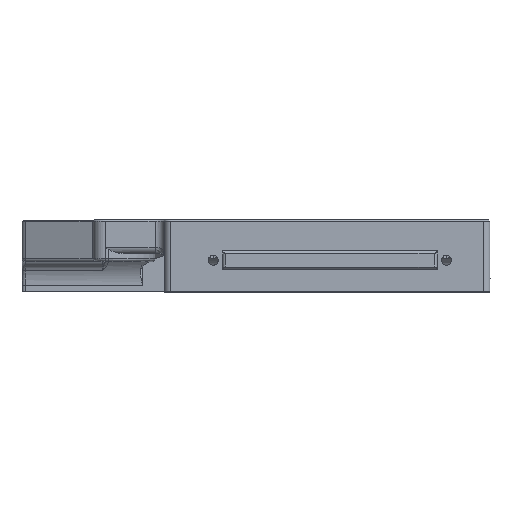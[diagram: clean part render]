
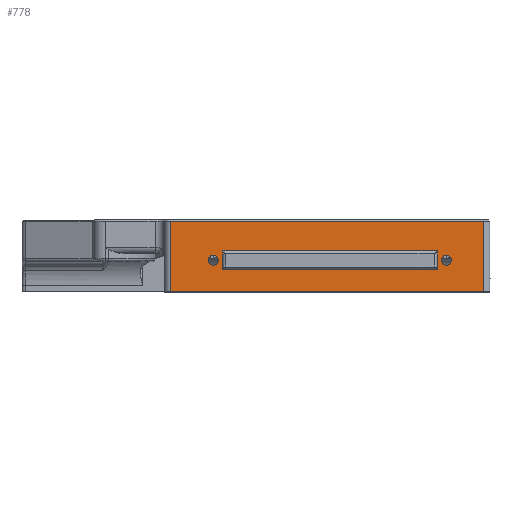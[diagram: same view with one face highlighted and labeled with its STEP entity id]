
A CAD part, top view. The second image highlights one B-rep face of the part: STEP entity #778.
In plain terms, the highlighted planar face has unit normal (0, 0, 1).
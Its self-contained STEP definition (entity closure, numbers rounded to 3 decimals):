
#78 = LINE ( 'NONE', #5383, #13666 ) ;
#222 = CIRCLE ( 'NONE', #31450, 1.6 ) ;
#373 = VECTOR ( 'NONE', #24024, 1000. ) ;
#432 = EDGE_CURVE ( 'NONE', #6721, #9860, #29909, .T. ) ;
#778 = ADVANCED_FACE ( 'NONE', ( #22910, #25549, #8019, #18102 ), #28212, .T. ) ;
#1158 = ORIENTED_EDGE ( 'NONE', *, *, #5782, .F. ) ;
#1290 = CARTESIAN_POINT ( 'NONE',  ( 31.5, -25., -58.096 ) ) ;
#1424 = DIRECTION ( 'NONE',  ( 0., 0., -1. ) ) ;
#1694 = EDGE_CURVE ( 'NONE', #14590, #23107, #25599, .T. ) ;
#1741 = CARTESIAN_POINT ( 'NONE',  ( 28.5, -28., -58.096 ) ) ;
#2079 = DIRECTION ( 'NONE',  ( 0., 1., 0. ) ) ;
#2289 = CARTESIAN_POINT ( 'NONE',  ( 115.5, -15.4, -58.096 ) ) ;
#2422 = ORIENTED_EDGE ( 'NONE', *, *, #22772, .T. ) ;
#2450 = CARTESIAN_POINT ( 'NONE',  ( 14.8, -202.74, -58.096 ) ) ;
#2514 = CARTESIAN_POINT ( 'NONE',  ( -33., -25., -58.096 ) ) ;
#2626 = VECTOR ( 'NONE', #9584, 1000. ) ;
#2887 = DIRECTION ( 'NONE',  ( 0., 0., 1. ) ) ;
#3586 = DIRECTION ( 'NONE',  ( 1., 0., 0. ) ) ;
#3655 = CIRCLE ( 'NONE', #7881, 1.6 ) ;
#4477 = CARTESIAN_POINT ( 'NONE',  ( 103.5, -28., -58.096 ) ) ;
#4653 = LINE ( 'NONE', #12248, #10733 ) ;
#4784 = CARTESIAN_POINT ( 'NONE',  ( 31.5, -31., -58.096 ) ) ;
#5208 = CARTESIAN_POINT ( 'NONE',  ( 31.5, -202.74, -58.096 ) ) ;
#5383 = CARTESIAN_POINT ( 'NONE',  ( 31.5, -15.4, -58.096 ) ) ;
#5672 = CARTESIAN_POINT ( 'NONE',  ( 115.5, -202.74, -58.096 ) ) ;
#5782 = EDGE_CURVE ( 'NONE', #14195, #10700, #20312, .T. ) ;
#6081 = CARTESIAN_POINT ( 'NONE',  ( 105.1, -28., -58.096 ) ) ;
#6159 = EDGE_CURVE ( 'NONE', #28453, #16222, #29906, .T. ) ;
#6289 = CARTESIAN_POINT ( 'NONE',  ( 14.8, -15.4, -58.096 ) ) ;
#6303 = EDGE_CURVE ( 'NONE', #27156, #27398, #16070, .T. ) ;
#6721 = VERTEX_POINT ( 'NONE', #15708 ) ;
#6724 = VERTEX_POINT ( 'NONE', #28624 ) ;
#6968 = VERTEX_POINT ( 'NONE', #6081 ) ;
#7417 = DIRECTION ( 'NONE',  ( 0., 1., 0. ) ) ;
#7881 = AXIS2_PLACEMENT_3D ( 'NONE', #12671, #12832, #22462 ) ;
#7899 = CARTESIAN_POINT ( 'NONE',  ( 31.5, -202.74, -58.096 ) ) ;
#8019 = FACE_BOUND ( 'NONE', #10844, .T. ) ;
#8191 = CARTESIAN_POINT ( 'NONE',  ( 30.1, -28., -58.096 ) ) ;
#8211 = DIRECTION ( 'NONE',  ( 0., 0., -1. ) ) ;
#9312 = EDGE_CURVE ( 'NONE', #14590, #28453, #4653, .T. ) ;
#9584 = DIRECTION ( 'NONE',  ( -1., 0., 0. ) ) ;
#9860 = VERTEX_POINT ( 'NONE', #8191 ) ;
#10324 = AXIS2_PLACEMENT_3D ( 'NONE', #5208, #2887, #10654 ) ;
#10654 = DIRECTION ( 'NONE',  ( 0., -1., 0. ) ) ;
#10700 = VERTEX_POINT ( 'NONE', #6289 ) ;
#10733 = VECTOR ( 'NONE', #22355, 1000. ) ;
#10844 = EDGE_LOOP ( 'NONE', ( #16300, #28634 ) ) ;
#11037 = CARTESIAN_POINT ( 'NONE',  ( 100.5, -25., -58.096 ) ) ;
#12220 = CARTESIAN_POINT ( 'NONE',  ( 31.5, -38., -58.096 ) ) ;
#12248 = CARTESIAN_POINT ( 'NONE',  ( -33., -31., -58.096 ) ) ;
#12257 = EDGE_CURVE ( 'NONE', #27398, #10700, #78, .T. ) ;
#12403 = DIRECTION ( 'NONE',  ( 1., 0., 0. ) ) ;
#12671 = CARTESIAN_POINT ( 'NONE',  ( 28.5, -28., -58.096 ) ) ;
#12832 = DIRECTION ( 'NONE',  ( 0., 0., -1. ) ) ;
#12918 = DIRECTION ( 'NONE',  ( 1., 0., 0. ) ) ;
#13107 = EDGE_LOOP ( 'NONE', ( #30709, #16146, #1158, #19836 ) ) ;
#13406 = ORIENTED_EDGE ( 'NONE', *, *, #9312, .F. ) ;
#13666 = VECTOR ( 'NONE', #32724, 1000. ) ;
#14060 = CARTESIAN_POINT ( 'NONE',  ( 100.5, -31., -58.096 ) ) ;
#14104 = VECTOR ( 'NONE', #2079, 1000. ) ;
#14195 = VERTEX_POINT ( 'NONE', #30329 ) ;
#14590 = VERTEX_POINT ( 'NONE', #4784 ) ;
#14975 = CARTESIAN_POINT ( 'NONE',  ( 100.5, -202.74, -58.096 ) ) ;
#15708 = CARTESIAN_POINT ( 'NONE',  ( 26.9, -28., -58.096 ) ) ;
#16070 = LINE ( 'NONE', #5672, #373 ) ;
#16146 = ORIENTED_EDGE ( 'NONE', *, *, #12257, .T. ) ;
#16222 = VERTEX_POINT ( 'NONE', #11037 ) ;
#16300 = ORIENTED_EDGE ( 'NONE', *, *, #432, .T. ) ;
#17888 = LINE ( 'NONE', #2514, #20515 ) ;
#17919 = VECTOR ( 'NONE', #26229, 1000. ) ;
#18102 = FACE_BOUND ( 'NONE', #26413, .T. ) ;
#18311 = DIRECTION ( 'NONE',  ( 1., 0., 0. ) ) ;
#19836 = ORIENTED_EDGE ( 'NONE', *, *, #27508, .F. ) ;
#20312 = LINE ( 'NONE', #2450, #20444 ) ;
#20394 = EDGE_CURVE ( 'NONE', #6724, #6968, #30773, .T. ) ;
#20444 = VECTOR ( 'NONE', #7417, 1000. ) ;
#20515 = VECTOR ( 'NONE', #12918, 1000. ) ;
#21026 = CARTESIAN_POINT ( 'NONE',  ( 115.5, -38., -58.096 ) ) ;
#22182 = DIRECTION ( 'NONE',  ( 0., 0., -1. ) ) ;
#22355 = DIRECTION ( 'NONE',  ( 1., 0., 0. ) ) ;
#22462 = DIRECTION ( 'NONE',  ( 1., 0., 0. ) ) ;
#22656 = ORIENTED_EDGE ( 'NONE', *, *, #20394, .T. ) ;
#22772 = EDGE_CURVE ( 'NONE', #6968, #6724, #222, .T. ) ;
#22910 = FACE_OUTER_BOUND ( 'NONE', #13107, .T. ) ;
#23107 = VERTEX_POINT ( 'NONE', #1290 ) ;
#23564 = ORIENTED_EDGE ( 'NONE', *, *, #1694, .T. ) ;
#24024 = DIRECTION ( 'NONE',  ( 0., 1., 0. ) ) ;
#24845 = ORIENTED_EDGE ( 'NONE', *, *, #6159, .F. ) ;
#25424 = EDGE_CURVE ( 'NONE', #23107, #16222, #17888, .T. ) ;
#25549 = FACE_BOUND ( 'NONE', #29064, .T. ) ;
#25599 = LINE ( 'NONE', #7899, #17919 ) ;
#26229 = DIRECTION ( 'NONE',  ( 0., 1., 0. ) ) ;
#26251 = EDGE_CURVE ( 'NONE', #9860, #6721, #3655, .T. ) ;
#26413 = EDGE_LOOP ( 'NONE', ( #23564, #29984, #24845, #13406 ) ) ;
#27156 = VERTEX_POINT ( 'NONE', #21026 ) ;
#27297 = LINE ( 'NONE', #12220, #2626 ) ;
#27398 = VERTEX_POINT ( 'NONE', #2289 ) ;
#27508 = EDGE_CURVE ( 'NONE', #27156, #14195, #27297, .T. ) ;
#28212 = PLANE ( 'NONE',  #10324 ) ;
#28453 = VERTEX_POINT ( 'NONE', #14060 ) ;
#28624 = CARTESIAN_POINT ( 'NONE',  ( 101.9, -28., -58.096 ) ) ;
#28634 = ORIENTED_EDGE ( 'NONE', *, *, #26251, .T. ) ;
#28823 = AXIS2_PLACEMENT_3D ( 'NONE', #1741, #1424, #3586 ) ;
#29064 = EDGE_LOOP ( 'NONE', ( #22656, #2422 ) ) ;
#29187 = AXIS2_PLACEMENT_3D ( 'NONE', #30089, #8211, #18311 ) ;
#29906 = LINE ( 'NONE', #14975, #14104 ) ;
#29909 = CIRCLE ( 'NONE', #28823, 1.6 ) ;
#29984 = ORIENTED_EDGE ( 'NONE', *, *, #25424, .T. ) ;
#30089 = CARTESIAN_POINT ( 'NONE',  ( 103.5, -28., -58.096 ) ) ;
#30329 = CARTESIAN_POINT ( 'NONE',  ( 14.8, -38., -58.096 ) ) ;
#30709 = ORIENTED_EDGE ( 'NONE', *, *, #6303, .T. ) ;
#30773 = CIRCLE ( 'NONE', #29187, 1.6 ) ;
#31450 = AXIS2_PLACEMENT_3D ( 'NONE', #4477, #22182, #12403 ) ;
#32724 = DIRECTION ( 'NONE',  ( -1., 0., 0. ) ) ;
